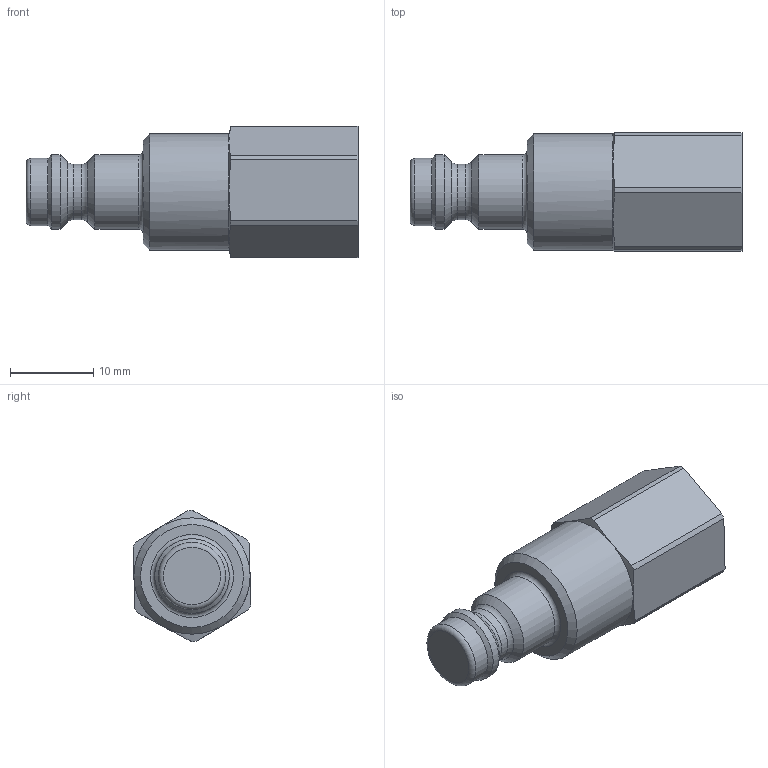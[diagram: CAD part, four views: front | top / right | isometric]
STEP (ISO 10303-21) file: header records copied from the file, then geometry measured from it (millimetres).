
FILE_DESCRIPTION((''),'2;1');
FILE_NAME('21sbiw10evx.stp','2014-01-13T07:35:15',('IA176480'),(''),'Autodesk Inventor 2013','Autodesk Inventor 2013','');
FILE_SCHEMA(('AUTOMOTIVE_DESIGN { 1 0 10303 214 1 1 1 1 }'));
Length unit declared in the file: millimetre
Products named in the file (1): D109004
Bounding box: 40 x 14.21 x 15.8 mm (x, y, z)
Volume: 4424.2 mm3; surface area: 2419.9 mm2
Topology: 1 solids, 3 shells, 48 faces, 103 edges, 62 vertices
Faces by surface type: cylinder 16, cone 15, plane 13, torus 4
Full cylindrical faces by diameter (mm): 6.7 x1, 8.1 x1, 8.566 x1, 9 x2, 11.352 x2, 12 x2, 14 x1
Entity records: 1219 total; most frequent: DIRECTION 208, CARTESIAN_POINT 207, ORIENTED_EDGE 152, AXIS2_PLACEMENT_3D 95, EDGE_CURVE 76, EDGE_LOOP 76, VERTEX_POINT 58, FACE_OUTER_BOUND 48
